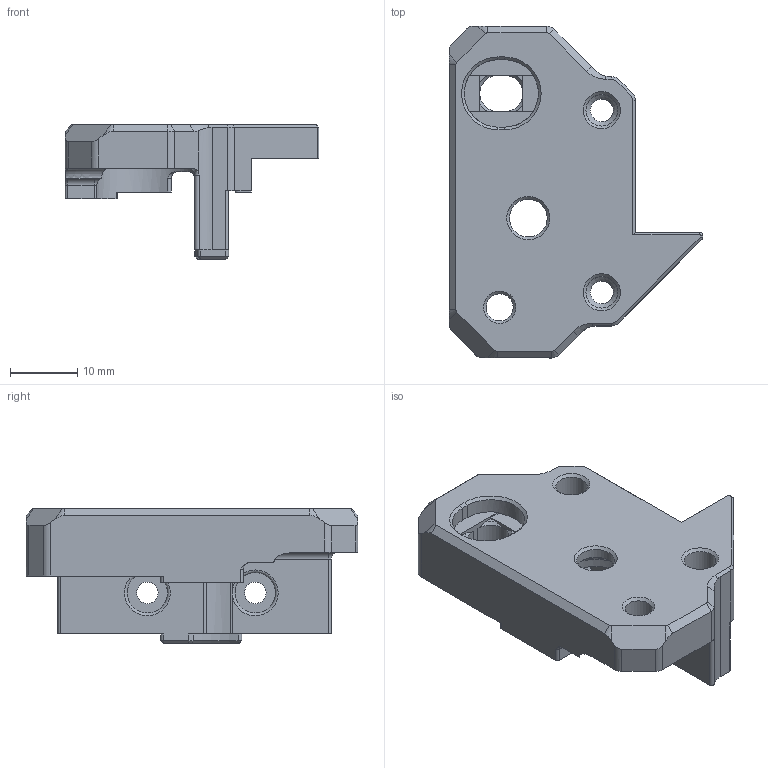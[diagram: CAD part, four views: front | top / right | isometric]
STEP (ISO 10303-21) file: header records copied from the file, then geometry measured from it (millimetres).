
FILE_DESCRIPTION(/* description */ (''),/* implementation_level */ '2;1');
FILE_NAME(/* name */ '',/* time_stamp */ '2026-01-29T11:01:39+03:00',/* author */ (''),/* organization */ (''),/* preprocessor_version */ 'ST-DEVELOPER v20.1',/* originating_system */ 'Autodesk Translation Framework v14.21.0.0',/* authorisation */ '');
FILE_SCHEMA (('AUTOMOTIVE_DESIGN { 1 0 10303 214 3 1 1 }'));
Length unit declared in the file: millimetre
Products named in the file (1): Printed_9mm_AWD_XY_joint_left_b
Bounding box: 37.65 x 49.24 x 20 mm (x, y, z)
Volume: 10547.2 mm3; surface area: 5721.6 mm2
Topology: 1 solids, 1 shells, 232 faces, 619 edges, 387 vertices
Faces by surface type: plane 105, cylinder 73, cone 39, torus 11, bspline 4
Full cylindrical faces by diameter (mm): 3.2 x2, 3.4 x2, 4.7 x2, 5.2 x1, 5.6 x1, 6 x2, 8 x1, 15.5 x1
Entity records: 7428 total; most frequent: CARTESIAN_POINT 1522, DIRECTION 1258, ORIENTED_EDGE 1230, EDGE_CURVE 615, AXIS2_PLACEMENT_3D 447, VERTEX_POINT 387, LINE 364, VECTOR 364
